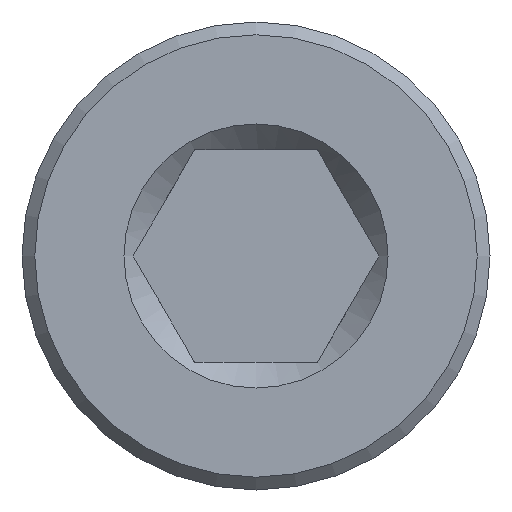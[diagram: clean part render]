
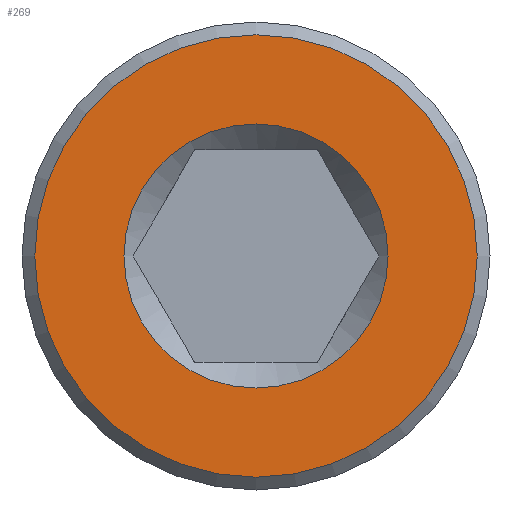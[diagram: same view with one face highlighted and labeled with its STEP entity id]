
A CAD part, left-side view. The second image highlights one B-rep face of the part: STEP entity #269.
In plain terms, the highlighted planar face has unit normal (-1, 0, 0).
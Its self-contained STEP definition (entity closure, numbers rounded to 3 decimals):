
#16=FACE_BOUND('',#58,.T.);
#19=PLANE('',#312);
#39=FACE_OUTER_BOUND('',#57,.T.);
#57=EDGE_LOOP('',(#223));
#58=EDGE_LOOP('',(#224));
#66=CIRCLE('',#292,1.552);
#68=CIRCLE('',#295,2.6);
#126=VERTEX_POINT('',#417);
#130=VERTEX_POINT('',#434);
#150=EDGE_CURVE('',#126,#126,#66,.T.);
#156=EDGE_CURVE('',#130,#130,#68,.T.);
#223=ORIENTED_EDGE('',*,*,#156,.F.);
#224=ORIENTED_EDGE('',*,*,#150,.F.);
#269=ADVANCED_FACE('',(#39,#16),#19,.T.);
#292=AXIS2_PLACEMENT_3D('',#419,#325,#326);
#295=AXIS2_PLACEMENT_3D('',#436,#332,#333);
#312=AXIS2_PLACEMENT_3D('',#465,#370,#371);
#325=DIRECTION('center_axis',(-1.,0.,0.));
#326=DIRECTION('ref_axis',(0.,0.,1.));
#332=DIRECTION('center_axis',(1.,0.,0.));
#333=DIRECTION('ref_axis',(0.,1.,0.));
#370=DIRECTION('center_axis',(-1.,0.,0.));
#371=DIRECTION('ref_axis',(0.,-1.,0.));
#417=CARTESIAN_POINT('',(-3.214,0.,-0.266));
#419=CARTESIAN_POINT('Origin',(-3.214,0.,1.286));
#434=CARTESIAN_POINT('',(-3.214,-2.6,1.286));
#436=CARTESIAN_POINT('Origin',(-3.214,0.,1.286));
#465=CARTESIAN_POINT('Origin',(-3.214,0.,
1.286));
